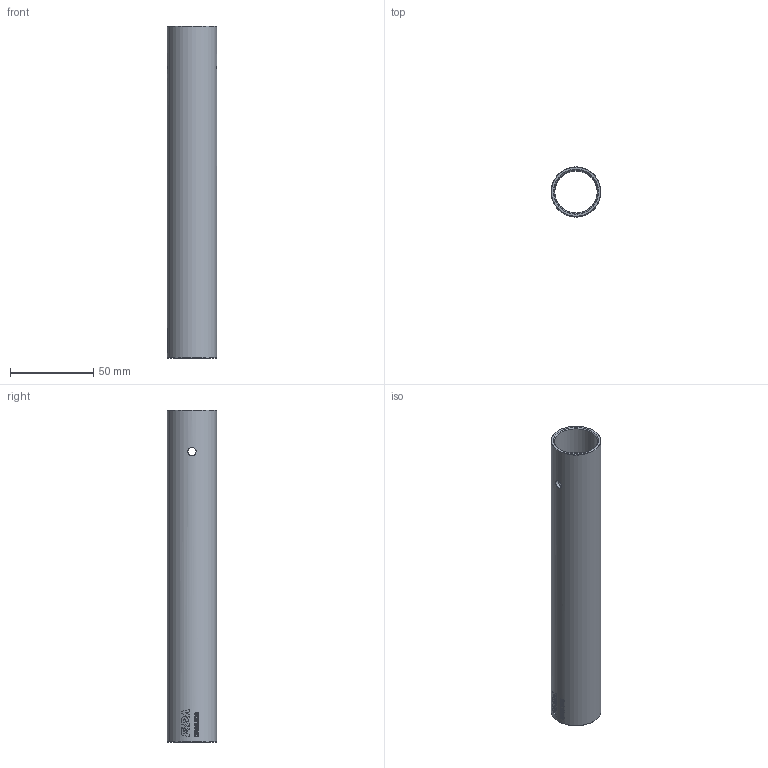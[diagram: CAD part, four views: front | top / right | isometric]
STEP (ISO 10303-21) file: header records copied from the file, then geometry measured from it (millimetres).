
FILE_DESCRIPTION(/* description */ ('Verlängerungsrohr'),/* implementation_level */ '2;1');
FILE_NAME(/* name */ 'GR06.028.stp',/* time_stamp */ '2020-01-07T15:00:49+01:00',/* author */ ('CJost'),/* organization */ (''),/* preprocessor_version */ 'ST-DEVELOPER v17.2',/* originating_system */ 'Autodesk Inventor 2019',/* authorisation */ '');
FILE_SCHEMA (('AUTOMOTIVE_DESIGN { 1 0 10303 214 3 1 1 }'));
Length unit declared in the file: millimetre
Products named in the file (1): GR06.028
Bounding box: 29.95 x 29.95 x 200 mm (x, y, z)
Volume: 38342.1 mm3; surface area: 35200.8 mm2
Topology: 1 solids, 1 shells, 185 faces, 495 edges, 330 vertices
Faces by surface type: bspline 94, plane 60, cylinder 27, cone 4
Full cylindrical faces by diameter (mm): 1.43 x1, 5 x2, 25.5 x1, 25.918 x1, 29.95 x1
Entity records: 8913 total; most frequent: CARTESIAN_POINT 4648, ORIENTED_EDGE 990, DIRECTION 545, EDGE_CURVE 495, VERTEX_POINT 330, LINE 221, VECTOR 221, EDGE_LOOP 209
